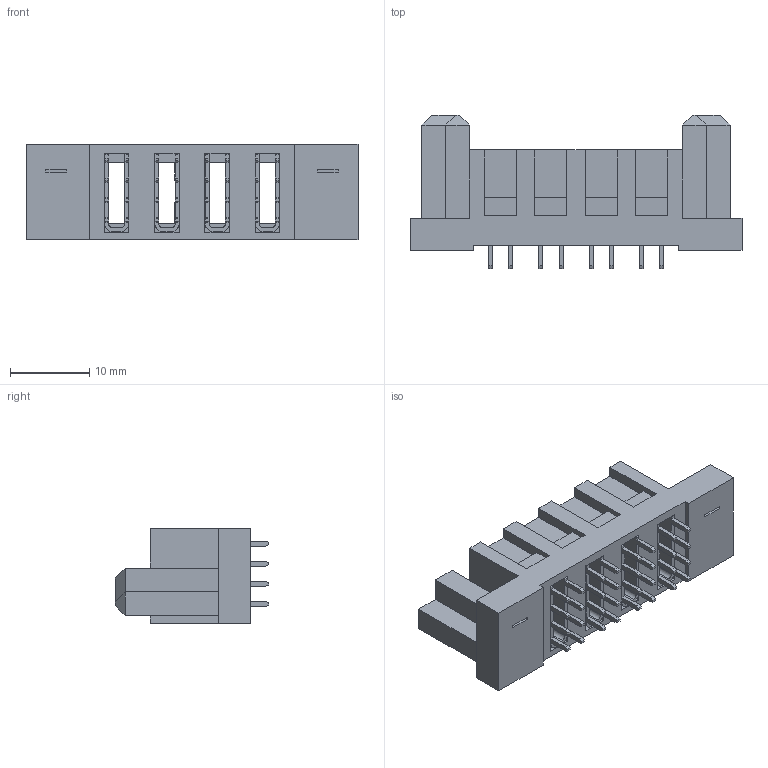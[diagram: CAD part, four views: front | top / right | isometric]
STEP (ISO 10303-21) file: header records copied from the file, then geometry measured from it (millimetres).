
FILE_DESCRIPTION( ( 'STEP AP214' ), '1' );
FILE_NAME( 'PES-04-01-S-VT.stp', '2020-04-20T06:15:53', ( 'License CC BY-ND 4.0' ), ( 'CADENAS' ), ' ', 'PARTsolutions', ' ' );
FILE_SCHEMA( ( 'AUTOMOTIVE_DESIGN { 1 0 10303 214 1 1 1 1 }' ) );
Length unit declared in the file: millimetre
Products named in the file (4): PES-04-01-S-VT; _PES-04-VT_t; _PES-04-01-VT_p; _PES-04-01-S-VT_lc
Assembly tree (4 placements, depth 2):
  PES-04-01-S-VT
    _PES-04-VT_t
    _PES-04-01-VT_p
    _PES-04-01-S-VT_lc  x2
Bounding box: 41.91 x 19.39 x 12 mm (x, y, z)
Volume: 4101.1 mm3; surface area: 5429.2 mm2
Topology: 2 solids, 2 shells, 466 faces, 1352 edges, 898 vertices
Faces by surface type: plane 450, cylinder 16
Entity records: 18866 total; most frequent: CARTESIAN_POINT 2720, ORIENTED_EDGE 2704, DIRECTION 2326, EDGE_CURVE 1352, LINE 1320, VECTOR 1320, VERTEX_POINT 896, AXIS2_PLACEMENT_3D 503
